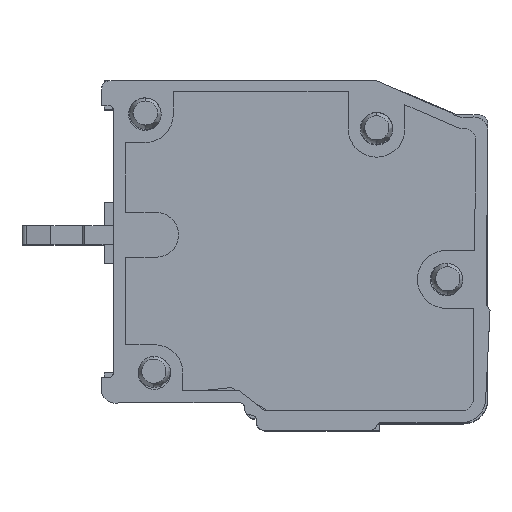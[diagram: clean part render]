
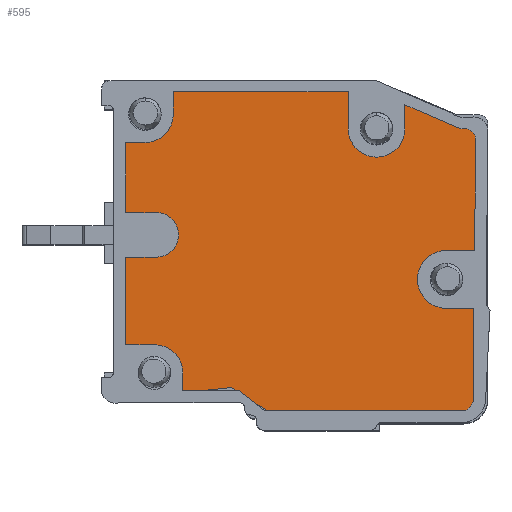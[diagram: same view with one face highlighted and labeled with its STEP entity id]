
A CAD part, top view. The second image highlights one B-rep face of the part: STEP entity #595.
In plain terms, the highlighted planar face has unit normal (0, 0, 1).
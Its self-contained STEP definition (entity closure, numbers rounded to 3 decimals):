
#311=CIRCLE('',#5316,0.925);
#313=CIRCLE('',#5321,1.175);
#315=CIRCLE('',#5328,0.515);
#317=CIRCLE('',#5333,1.2);
#319=CIRCLE('',#5338,0.5);
#321=CIRCLE('',#5343,1.175);
#323=CIRCLE('',#5349,1.175);
#595=ADVANCED_FACE('',(#1062),#798,.F.);
#798=PLANE('',#5446);
#1062=FACE_OUTER_BOUND('',#1346,.T.);
#1346=EDGE_LOOP('',(#2616,#2617,#2618,#2619,#2620,#2621,#2622,#2623,#2624,
#2625,#2626,#2627,#2628,#2629,#2630,#2631,#2632,#2633,#2634,#2635,#2636,
#2637,#2638,#2639,#2640,#2641,#2642,#2643,#2644,#2645));
#2616=ORIENTED_EDGE('',*,*,#3756,.F.);
#2617=ORIENTED_EDGE('',*,*,#3933,.F.);
#2618=ORIENTED_EDGE('',*,*,#3764,.F.);
#2619=ORIENTED_EDGE('',*,*,#3766,.F.);
#2620=ORIENTED_EDGE('',*,*,#3769,.F.);
#2621=ORIENTED_EDGE('',*,*,#3772,.F.);
#2622=ORIENTED_EDGE('',*,*,#3774,.T.);
#2623=ORIENTED_EDGE('',*,*,#3778,.F.);
#2624=ORIENTED_EDGE('',*,*,#3781,.F.);
#2625=ORIENTED_EDGE('',*,*,#3784,.F.);
#2626=ORIENTED_EDGE('',*,*,#3787,.F.);
#2627=ORIENTED_EDGE('',*,*,#3789,.T.);
#2628=ORIENTED_EDGE('',*,*,#3792,.T.);
#2629=ORIENTED_EDGE('',*,*,#3795,.T.);
#2630=ORIENTED_EDGE('',*,*,#3799,.F.);
#2631=ORIENTED_EDGE('',*,*,#3802,.F.);
#2632=ORIENTED_EDGE('',*,*,#3804,.T.);
#2633=ORIENTED_EDGE('',*,*,#3808,.F.);
#2634=ORIENTED_EDGE('',*,*,#3812,.F.);
#2635=ORIENTED_EDGE('',*,*,#3735,.T.);
#2636=ORIENTED_EDGE('',*,*,#3732,.T.);
#2637=ORIENTED_EDGE('',*,*,#3728,.T.);
#2638=ORIENTED_EDGE('',*,*,#3810,.F.);
#2639=ORIENTED_EDGE('',*,*,#3739,.F.);
#2640=ORIENTED_EDGE('',*,*,#3742,.T.);
#2641=ORIENTED_EDGE('',*,*,#3746,.F.);
#2642=ORIENTED_EDGE('',*,*,#3751,.F.);
#2643=ORIENTED_EDGE('',*,*,#3934,.F.);
#2644=ORIENTED_EDGE('',*,*,#3935,.F.);
#2645=ORIENTED_EDGE('',*,*,#3754,.F.);
#3117=VERTEX_POINT('',#7919);
#3118=VERTEX_POINT('',#7920);
#3121=VERTEX_POINT('',#7928);
#3123=VERTEX_POINT('',#7934);
#3126=VERTEX_POINT('',#7941);
#3127=VERTEX_POINT('',#7943);
#3129=VERTEX_POINT('',#7949);
#3132=VERTEX_POINT('',#7956);
#3134=VERTEX_POINT('',#7962);
#3136=VERTEX_POINT('',#7966);
#3138=VERTEX_POINT('',#7971);
#3139=VERTEX_POINT('',#7975);
#3144=VERTEX_POINT('',#7986);
#3146=VERTEX_POINT('',#7991);
#3148=VERTEX_POINT('',#7996);
#3150=VERTEX_POINT('',#8002);
#3152=VERTEX_POINT('',#8008);
#3153=VERTEX_POINT('',#8013);
#3156=VERTEX_POINT('',#8020);
#3158=VERTEX_POINT('',#8026);
#3160=VERTEX_POINT('',#8032);
#3161=VERTEX_POINT('',#8037);
#3163=VERTEX_POINT('',#8043);
#3165=VERTEX_POINT('',#8049);
#3167=VERTEX_POINT('',#8055);
#3170=VERTEX_POINT('',#8062);
#3172=VERTEX_POINT('',#8068);
#3173=VERTEX_POINT('',#8073);
#3176=VERTEX_POINT('',#8080);
#3242=VERTEX_POINT('',#8617);
#3728=EDGE_CURVE('',#3117,#3118,#4329,.T.);
#3732=EDGE_CURVE('',#3121,#3117,#311,.T.);
#3735=EDGE_CURVE('',#3123,#3121,#4334,.T.);
#3739=EDGE_CURVE('',#3126,#3127,#4338,.T.);
#3742=EDGE_CURVE('',#3126,#3129,#313,.T.);
#3746=EDGE_CURVE('',#3132,#3129,#4343,.T.);
#3751=EDGE_CURVE('',#3136,#3132,#4348,.T.);
#3754=EDGE_CURVE('',#3138,#3134,#4351,.T.);
#3756=EDGE_CURVE('',#3139,#3138,#4353,.T.);
#3764=EDGE_CURVE('',#3146,#3144,#4361,.T.);
#3766=EDGE_CURVE('',#3148,#3146,#315,.T.);
#3769=EDGE_CURVE('',#3150,#3148,#4364,.T.);
#3772=EDGE_CURVE('',#3152,#3150,#4367,.T.);
#3774=EDGE_CURVE('',#3152,#3153,#317,.T.);
#3778=EDGE_CURVE('',#3156,#3153,#4371,.T.);
#3781=EDGE_CURVE('',#3158,#3156,#4374,.T.);
#3784=EDGE_CURVE('',#3160,#3158,#319,.T.);
#3787=EDGE_CURVE('',#3161,#3160,#4378,.T.);
#3789=EDGE_CURVE('',#3161,#3163,#4380,.T.);
#3792=EDGE_CURVE('',#3163,#3165,#321,.T.);
#3795=EDGE_CURVE('',#3165,#3167,#4384,.T.);
#3799=EDGE_CURVE('',#3170,#3167,#4388,.T.);
#3802=EDGE_CURVE('',#3172,#3170,#4391,.T.);
#3804=EDGE_CURVE('',#3172,#3173,#323,.T.);
#3808=EDGE_CURVE('',#3176,#3173,#4395,.T.);
#3810=EDGE_CURVE('',#3127,#3118,#4397,.T.);
#3812=EDGE_CURVE('',#3123,#3176,#4399,.T.);
#3933=EDGE_CURVE('',#3144,#3139,#4474,.T.);
#3934=EDGE_CURVE('',#3242,#3136,#4475,.T.);
#3935=EDGE_CURVE('',#3134,#3242,#4476,.T.);
#4329=LINE('',#7918,#4866);
#4334=LINE('',#7933,#4871);
#4338=LINE('',#7942,#4875);
#4343=LINE('',#7957,#4880);
#4348=LINE('',#7967,#4885);
#4351=LINE('',#7972,#4888);
#4353=LINE('',#7977,#4890);
#4361=LINE('',#7992,#4898);
#4364=LINE('',#8003,#4901);
#4367=LINE('',#8009,#4904);
#4371=LINE('',#8021,#4908);
#4374=LINE('',#8027,#4911);
#4378=LINE('',#8039,#4915);
#4380=LINE('',#8042,#4917);
#4384=LINE('',#8054,#4921);
#4388=LINE('',#8063,#4925);
#4391=LINE('',#8069,#4928);
#4395=LINE('',#8081,#4932);
#4397=LINE('',#8084,#4934);
#4399=LINE('',#8087,#4936);
#4474=LINE('',#8615,#5011);
#4475=LINE('',#8616,#5012);
#4476=LINE('',#8618,#5013);
#4866=VECTOR('',#6311,1.);
#4871=VECTOR('',#6324,1.);
#4875=VECTOR('',#6330,1.);
#4880=VECTOR('',#6343,1.);
#4885=VECTOR('',#6350,1.);
#4888=VECTOR('',#6353,1.);
#4890=VECTOR('',#6357,1.);
#4898=VECTOR('',#6367,1.);
#4901=VECTOR('',#6378,1.);
#4904=VECTOR('',#6383,1.);
#4908=VECTOR('',#6395,1.);
#4911=VECTOR('',#6400,1.);
#4915=VECTOR('',#6412,1.);
#4917=VECTOR('',#6416,1.);
#4921=VECTOR('',#6428,1.);
#4925=VECTOR('',#6434,1.);
#4928=VECTOR('',#6439,1.);
#4932=VECTOR('',#6451,1.);
#4934=VECTOR('',#6455,1.);
#4936=VECTOR('',#6459,1.);
#5011=VECTOR('',#6718,1.);
#5012=VECTOR('',#6719,1.);
#5013=VECTOR('',#6720,1.);
#5316=AXIS2_PLACEMENT_3D('',#7927,#6317,#6318);
#5321=AXIS2_PLACEMENT_3D('',#7948,#6335,#6336);
#5328=AXIS2_PLACEMENT_3D('',#7997,#6371,#6372);
#5333=AXIS2_PLACEMENT_3D('',#8012,#6387,#6388);
#5338=AXIS2_PLACEMENT_3D('',#8033,#6405,#6406);
#5343=AXIS2_PLACEMENT_3D('',#8048,#6421,#6422);
#5349=AXIS2_PLACEMENT_3D('',#8072,#6443,#6444);
#5446=AXIS2_PLACEMENT_3D('',#8619,#6721,#6722);
#6311=DIRECTION('',(-1.,0.,0.));
#6317=DIRECTION('',(0.,0.,-1.));
#6318=DIRECTION('',(-1.,0.,0.));
#6324=DIRECTION('',(1.,0.,0.));
#6330=DIRECTION('',(-1.,0.,0.));
#6335=DIRECTION('',(0.,0.,-1.));
#6336=DIRECTION('',(-1.,0.,0.));
#6343=DIRECTION('',(0.,1.,0.));
#6350=DIRECTION('',(-1.,0.,0.));
#6353=DIRECTION('',(-1.,0.,0.));
#6357=DIRECTION('',(-0.786,0.619,0.));
#6367=DIRECTION('',(-1.,0.,0.));
#6371=DIRECTION('',(0.,0.,-1.));
#6372=DIRECTION('',(-1.,0.,0.));
#6378=DIRECTION('',(-0.005,-1.,0.));
#6383=DIRECTION('',(1.,0.,0.));
#6387=DIRECTION('',(0.,0.,-1.));
#6388=DIRECTION('',(-1.,0.,0.));
#6395=DIRECTION('',(-1.,0.,0.));
#6400=DIRECTION('',(-0.01,-1.,0.));
#6405=DIRECTION('',(0.,0.,-1.));
#6406=DIRECTION('',(-1.,0.,0.));
#6412=DIRECTION('',(0.917,-0.399,0.));
#6416=DIRECTION('',(0.,-1.,0.));
#6421=DIRECTION('',(0.,0.,-1.));
#6422=DIRECTION('',(-1.,0.,0.));
#6428=DIRECTION('',(0.,1.,0.));
#6434=DIRECTION('',(1.,0.,0.));
#6439=DIRECTION('',(0.,1.,0.));
#6443=DIRECTION('',(0.,0.,-1.));
#6444=DIRECTION('',(-1.,0.,0.));
#6451=DIRECTION('',(1.,0.,0.));
#6455=DIRECTION('',(0.,1.,0.));
#6459=DIRECTION('',(0.,1.,0.));
#6718=DIRECTION('',(-0.839,0.545,0.));
#6719=DIRECTION('',(-0.995,-0.105,0.));
#6720=DIRECTION('',(-0.839,0.545,0.));
#6721=DIRECTION('',(0.,0.,-1.));
#6722=DIRECTION('',(-1.,0.,0.));
#7918=CARTESIAN_POINT('',(0.,-7.314,1.2));
#7919=CARTESIAN_POINT('',(-13.735,-7.314,1.2));
#7920=CARTESIAN_POINT('',(-15.01,-7.314,1.2));
#7927=CARTESIAN_POINT('',(-13.735,-6.389,1.2));
#7928=CARTESIAN_POINT('',(-13.735,-5.464,1.2));
#7933=CARTESIAN_POINT('',(0.,-5.464,1.2));
#7934=CARTESIAN_POINT('',(-15.01,-5.464,1.2));
#7941=CARTESIAN_POINT('',(-13.811,-10.939,1.2));
#7942=CARTESIAN_POINT('',(0.,-10.939,1.2));
#7943=CARTESIAN_POINT('',(-15.01,-10.939,1.2));
#7948=CARTESIAN_POINT('',(-13.811,-12.114,1.2));
#7949=CARTESIAN_POINT('',(-12.636,-12.114,1.2));
#7956=CARTESIAN_POINT('',(-12.636,-12.85,1.2));
#7957=CARTESIAN_POINT('',(-12.636,0.,1.2));
#7962=CARTESIAN_POINT('',(-10.41,-12.85,1.2));
#7966=CARTESIAN_POINT('',(-11.909,-12.85,1.2));
#7967=CARTESIAN_POINT('',(0.,-12.85,1.2));
#7971=CARTESIAN_POINT('',(-10.307,-12.85,1.2));
#7972=CARTESIAN_POINT('',(0.,-12.85,1.2));
#7975=CARTESIAN_POINT('',(-9.823,-13.231,1.2));
#7977=CARTESIAN_POINT('',(-10.191,-12.941,1.2));
#7986=CARTESIAN_POINT('',(-9.136,-13.677,1.2));
#7991=CARTESIAN_POINT('',(-1.105,-13.677,1.2));
#7992=CARTESIAN_POINT('',(0.,-13.677,1.2));
#7996=CARTESIAN_POINT('',(-0.59,-13.165,1.2));
#7997=CARTESIAN_POINT('',(-1.105,-13.163,1.2));
#8002=CARTESIAN_POINT('',(-0.573,-9.434,1.2));
#8003=CARTESIAN_POINT('',(-0.53,0.002,1.2));
#8008=CARTESIAN_POINT('',(-1.713,-9.434,1.2));
#8009=CARTESIAN_POINT('',(0.,-9.434,1.2));
#8012=CARTESIAN_POINT('',(-1.713,-8.234,1.2));
#8013=CARTESIAN_POINT('',(-1.713,-7.034,1.2));
#8020=CARTESIAN_POINT('',(-0.549,-7.034,1.2));
#8021=CARTESIAN_POINT('',(0.,-7.034,1.2));
#8026=CARTESIAN_POINT('',(-0.502,-2.483,1.2));
#8027=CARTESIAN_POINT('',(-0.477,0.005,1.2));
#8032=CARTESIAN_POINT('',(-1.135,-1.996,1.2));
#8033=CARTESIAN_POINT('',(-1.002,-2.478,1.2));
#8037=CARTESIAN_POINT('',(-3.433,-0.998,1.2));
#8039=CARTESIAN_POINT('',(-0.91,-2.094,1.2));
#8042=CARTESIAN_POINT('',(-3.433,0.,1.2));
#8043=CARTESIAN_POINT('',(-3.433,-1.994,1.2));
#8048=CARTESIAN_POINT('',(-4.608,-1.994,1.2));
#8049=CARTESIAN_POINT('',(-5.783,-1.994,1.2));
#8054=CARTESIAN_POINT('',(-5.783,0.,1.2));
#8055=CARTESIAN_POINT('',(-5.783,-0.45,1.2));
#8062=CARTESIAN_POINT('',(-13.033,-0.45,1.2));
#8063=CARTESIAN_POINT('',(0.,-0.45,1.2));
#8068=CARTESIAN_POINT('',(-13.033,-1.389,1.2));
#8069=CARTESIAN_POINT('',(-13.033,0.,1.2));
#8072=CARTESIAN_POINT('',(-14.208,-1.389,1.2));
#8073=CARTESIAN_POINT('',(-14.208,-2.564,1.2));
#8080=CARTESIAN_POINT('',(-15.01,-2.564,1.2));
#8081=CARTESIAN_POINT('',(0.,-2.564,1.2));
#8084=CARTESIAN_POINT('',(-15.01,0.,1.2));
#8087=CARTESIAN_POINT('',(-15.01,0.,1.2));
#8615=CARTESIAN_POINT('',(-9.109,-13.695,1.2));
#8616=CARTESIAN_POINT('',(-10.619,-12.714,1.2));
#8617=CARTESIAN_POINT('',(-10.619,-12.714,1.2));
#8618=CARTESIAN_POINT('',(-9.109,-13.695,1.2));
#8619=CARTESIAN_POINT('',(0.,0.,1.2));
